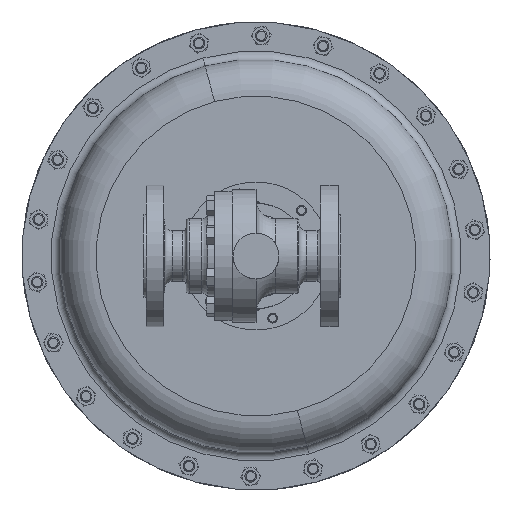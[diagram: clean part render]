
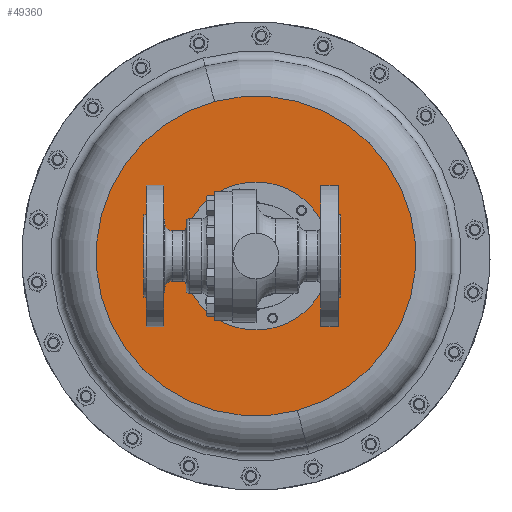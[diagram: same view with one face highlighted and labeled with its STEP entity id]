
A CAD part, front view. The second image highlights one B-rep face of the part: STEP entity #49360.
In plain terms, the highlighted planar face has unit normal (0, -1, 0).
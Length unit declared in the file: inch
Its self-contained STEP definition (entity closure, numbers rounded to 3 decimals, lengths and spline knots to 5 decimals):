
#808 = AXIS2_PLACEMENT_3D ( 'NONE', #31055, #4751, #35510 ) ;
#2162 = CARTESIAN_POINT ( 'NONE',  ( 1.67938, 8.2025, -1.67938 ) ) ;
#3227 = CARTESIAN_POINT ( 'NONE',  ( -4.95037, 8.2025, -1.32645 ) ) ;
#4751 = DIRECTION ( 'NONE',  ( 0., 1., 0. ) ) ;
#8166 = FACE_BOUND ( 'NONE', #13110, .T. ) ;
#10091 = AXIS2_PLACEMENT_3D ( 'NONE', #16164, #46841, #20528 ) ;
#10179 = ORIENTED_EDGE ( 'NONE', *, *, #34395, .T. ) ;
#11048 = VERTEX_POINT ( 'NONE', #2162 ) ;
#11860 = AXIS2_PLACEMENT_3D ( 'NONE', #3227, #20706, #38380 ) ;
#12841 = EDGE_LOOP ( 'NONE', ( #18849, #44433 ) ) ;
#13110 = EDGE_LOOP ( 'NONE', ( #10179, #45580 ) ) ;
#13442 = CIRCLE ( 'NONE', #10091, 2.375 ) ;
#14404 = AXIS2_PLACEMENT_3D ( 'NONE', #20256, #50968, #24719 ) ;
#16164 = CARTESIAN_POINT ( 'NONE',  ( 0., 8.2025, 0. ) ) ;
#18849 = ORIENTED_EDGE ( 'NONE', *, *, #21454, .F. ) ;
#20024 = AXIS2_PLACEMENT_3D ( 'NONE', #24118, #54844, #28531 ) ;
#20256 = CARTESIAN_POINT ( 'NONE',  ( 0., 8.2025, 0. ) ) ;
#20528 = DIRECTION ( 'NONE',  ( -0.707, 0., 0.707 ) ) ;
#20706 = DIRECTION ( 'NONE',  ( 0., -1., 0. ) ) ;
#21454 = EDGE_CURVE ( 'NONE', #40996, #26189, #47043, .T. ) ;
#22366 = CIRCLE ( 'NONE', #14404, 5.125 ) ;
#24118 = CARTESIAN_POINT ( 'NONE',  ( 0., 8.2025, 0. ) ) ;
#24719 = DIRECTION ( 'NONE',  ( 0.259, 0., -0.966 ) ) ;
#26189 = VERTEX_POINT ( 'NONE', #32862 ) ;
#28380 = EDGE_CURVE ( 'NONE', #48634, #11048, #46081, .T. ) ;
#28531 = DIRECTION ( 'NONE',  ( -0.707, 0., 0.707 ) ) ;
#31055 = CARTESIAN_POINT ( 'NONE',  ( 0., 8.2025, 0. ) ) ;
#32862 = CARTESIAN_POINT ( 'NONE',  ( -1.32645, 8.2025, 4.95037 ) ) ;
#34395 = EDGE_CURVE ( 'NONE', #11048, #48634, #13442, .T. ) ;
#35510 = DIRECTION ( 'NONE',  ( 0.259, 0., -0.966 ) ) ;
#38380 = DIRECTION ( 'NONE',  ( -0.259, 0., 0.966 ) ) ;
#40996 = VERTEX_POINT ( 'NONE', #55798 ) ;
#44433 = ORIENTED_EDGE ( 'NONE', *, *, #52255, .F. ) ;
#45580 = ORIENTED_EDGE ( 'NONE', *, *, #28380, .T. ) ;
#46081 = CIRCLE ( 'NONE', #20024, 2.375 ) ;
#46841 = DIRECTION ( 'NONE',  ( 0., 1., 0. ) ) ;
#47043 = CIRCLE ( 'NONE', #808, 5.125 ) ;
#48634 = VERTEX_POINT ( 'NONE', #56855 ) ;
#49360 = ADVANCED_FACE ( 'NONE', ( #56253, #8166 ), #55880, .T. ) ;
#50968 = DIRECTION ( 'NONE',  ( 0., 1., 0. ) ) ;
#52255 = EDGE_CURVE ( 'NONE', #26189, #40996, #22366, .T. ) ;
#54844 = DIRECTION ( 'NONE',  ( 0., 1., 0. ) ) ;
#55798 = CARTESIAN_POINT ( 'NONE',  ( 1.32645, 8.2025, -4.95037 ) ) ;
#55880 = PLANE ( 'NONE',  #11860 ) ;
#56253 = FACE_OUTER_BOUND ( 'NONE', #12841, .T. ) ;
#56855 = CARTESIAN_POINT ( 'NONE',  ( -1.67938, 8.2025, 1.67938 ) ) ;
